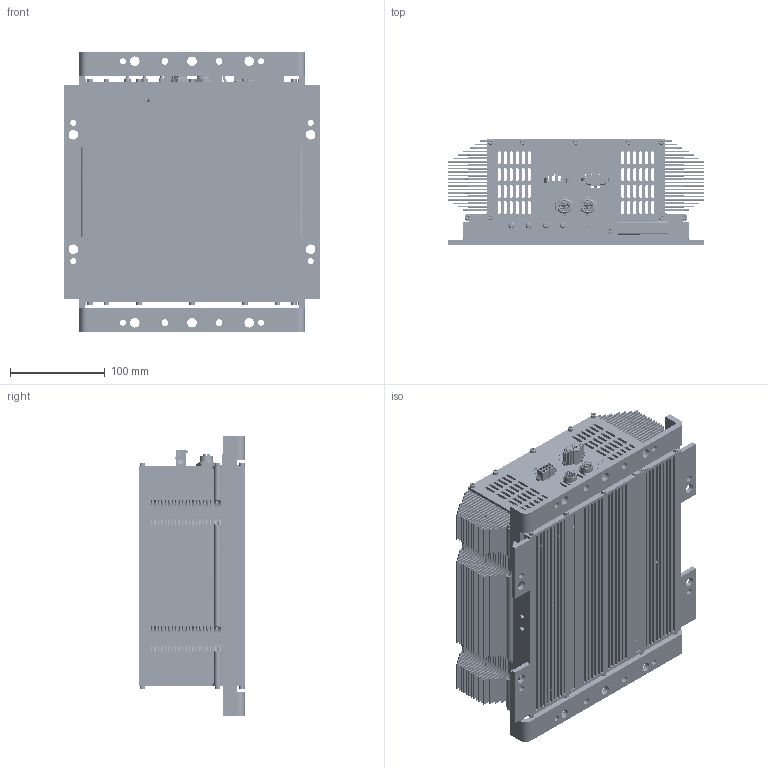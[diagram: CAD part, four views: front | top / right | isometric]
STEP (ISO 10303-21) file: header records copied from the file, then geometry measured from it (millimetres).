
FILE_DESCRIPTION (( 'STEP AP214' ), '1' );
FILE_NAME ('RIDEamp-350Q.STEP', '2023-11-02T21:54:58', ( '' ), ( '' ), 'SwSTEP 2.0', 'SolidWorks 2022', '' );
FILE_SCHEMA (( 'AUTOMOTIVE_DESIGN' ));
Length unit declared in the file: inch
Products named in the file (18): Molex 2x4 F Panel; BNC Connector RIDEPlayer; 500-104813.50; 1 pos DIP switch; 306-104804.50; 302-104805.50; 304-104802.50; 300-104812.50; pot knob rideplayer; Molex 2x6 F; fuse holder RIDEamp; 662-009917.50; 500-104895.50; 500-009779.50_500-009779.50; RIDEamp-350Q; Molex Power Rideamp; 304-104809.50; 305-104803.50
Assembly tree (53 placements, depth 2):
  RIDEamp-350Q
    304-104809.50
    300-104812.50  x2
    302-104805.50
    304-104802.50
    305-104803.50  x2
    306-104804.50
    500-104813.50  x2
    500-009779.50_500-009779.50  x28
    BNC Connector RIDEPlayer  x2
    Molex 2x6 F
    pot knob rideplayer  x4
    Molex Power Rideamp
    Molex 2x4 F Panel
    1 pos DIP switch
    fuse holder RIDEamp  x2
    662-009917.50  x2
    500-104895.50
Bounding box: 269.24 x 111.43 x 294.64 mm (x, y, z)
Volume: 1381678.3 mm3; surface area: 1294560 mm2
Topology: 59 solids, 59 shells, 8015 faces, 21327 edges, 13852 vertices
Faces by surface type: plane 5039, cylinder 1429, bspline 1017, cone 326, torus 200, sphere 4
Entity records: 270425 total; most frequent: CARTESIAN_POINT 83723, ORIENTED_EDGE 31318, DIRECTION 25385, EDGE_CURVE 15659, LINE 11303, VECTOR 11303, VERTEX_POINT 10304, AXIS2_PLACEMENT_3D 7041
